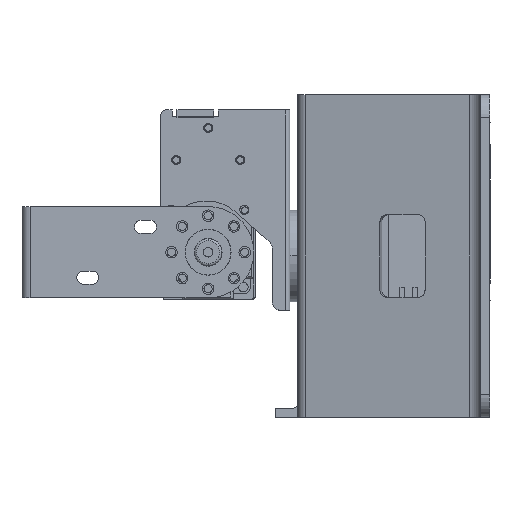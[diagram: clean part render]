
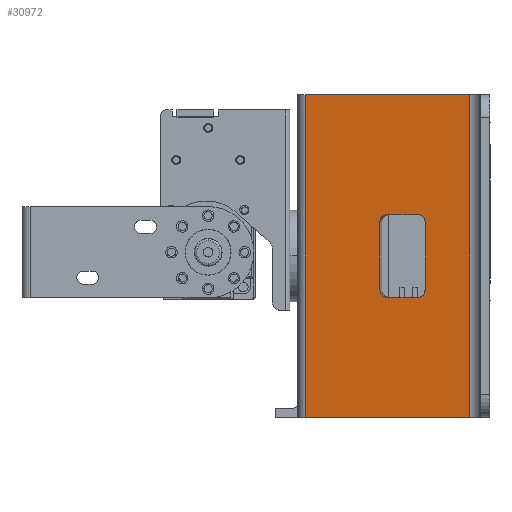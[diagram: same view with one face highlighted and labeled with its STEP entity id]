
A CAD part, left-side view. The second image highlights one B-rep face of the part: STEP entity #30972.
In plain terms, the highlighted planar face has unit normal (-0.985, 0.172, 0).
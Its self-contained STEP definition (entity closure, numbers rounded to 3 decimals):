
#243 = EDGE_CURVE ( 'NONE', #29282, #6032, #3912, .T. ) ;
#894 = CARTESIAN_POINT ( 'NONE',  ( -26.067, -25.79, 17.175 ) ) ;
#913 = EDGE_CURVE ( 'NONE', #35706, #46269, #5774, .T. ) ;
#1238 = CARTESIAN_POINT ( 'NONE',  ( -21.489, 0.345, 18.675 ) ) ;
#1419 = ORIENTED_EDGE ( 'NONE', *, *, #48134, .F. ) ;
#2045 = DIRECTION ( 'NONE',  ( -0.173, -0.985, 0. ) ) ;
#2352 = ORIENTED_EDGE ( 'NONE', *, *, #4599, .F. ) ;
#2366 = DIRECTION ( 'NONE',  ( 0., 0., 1. ) ) ;
#2791 = ORIENTED_EDGE ( 'NONE', *, *, #913, .F. ) ;
#3381 = VECTOR ( 'NONE', #8341, 1000. ) ;
#3428 = VERTEX_POINT ( 'NONE', #9681 ) ;
#3758 = CARTESIAN_POINT ( 'NONE',  ( -21.489, 0.345, 44.925 ) ) ;
#3912 =( BOUNDED_CURVE ( )  B_SPLINE_CURVE ( 3, ( #8397, #27204, #13207, #24681 ),
 .UNSPECIFIED., .F., .F. ) 
 B_SPLINE_CURVE_WITH_KNOTS ( ( 4, 4 ),
 ( 0., 1.571 ),
 .UNSPECIFIED. ) 
 CURVE ( )  GEOMETRIC_REPRESENTATION_ITEM ( )  RATIONAL_B_SPLINE_CURVE ( ( 1., 0.805, 0.805, 1. ) ) 
 REPRESENTATION_ITEM ( '' )  );
#4501 = LINE ( 'NONE', #12104, #38204 ) ;
#4599 = EDGE_CURVE ( 'NONE', #24756, #11726, #10190, .T. ) ;
#5343 = CARTESIAN_POINT ( 'NONE',  ( -24.341, -15.94, 17.175 ) ) ;
#5774 =( BOUNDED_CURVE ( )  B_SPLINE_CURVE ( 3, ( #11914, #15547, #37300, #37065 ),
 .UNSPECIFIED., .F., .F. ) 
 B_SPLINE_CURVE_WITH_KNOTS ( ( 4, 4 ),
 ( 4.712, 6.283 ),
 .UNSPECIFIED. ) 
 CURVE ( )  GEOMETRIC_REPRESENTATION_ITEM ( )  RATIONAL_B_SPLINE_CURVE ( ( 1., 0.805, 0.805, 1. ) ) 
 REPRESENTATION_ITEM ( '' )  );
#6032 = VERTEX_POINT ( 'NONE', #6571 ) ;
#6242 = CARTESIAN_POINT ( 'NONE',  ( -21.489, 0.345, -25.575 ) ) ;
#6378 = LINE ( 'NONE', #21278, #42748 ) ;
#6571 = CARTESIAN_POINT ( 'NONE',  ( -24.6, -17.417, 0.675 ) ) ;
#7203 = ORIENTED_EDGE ( 'NONE', *, *, #17161, .T. ) ;
#7734 = VECTOR ( 'NONE', #42137, 1000. ) ;
#8341 = DIRECTION ( 'NONE',  ( 0.173, 0.985, 0. ) ) ;
#8397 = CARTESIAN_POINT ( 'NONE',  ( -24.341, -15.94, 2.175 ) ) ;
#8544 = EDGE_CURVE ( 'NONE', #46269, #29282, #6378, .T. ) ;
#8629 = EDGE_CURVE ( 'NONE', #43781, #3428, #10761, .T. ) ;
#8674 = CARTESIAN_POINT ( 'NONE',  ( -25.808, -24.312, 0.675 ) ) ;
#8742 = CARTESIAN_POINT ( 'NONE',  ( -25.96, -25.178, 18.675 ) ) ;
#9390 = ORIENTED_EDGE ( 'NONE', *, *, #40029, .F. ) ;
#9470 = DIRECTION ( 'NONE',  ( -0.985, 0.173, 0. ) ) ;
#9516 = ORIENTED_EDGE ( 'NONE', *, *, #243, .F. ) ;
#9681 = CARTESIAN_POINT ( 'NONE',  ( -21.489, 0.345, 44.925 ) ) ;
#9817 = EDGE_CURVE ( 'NONE', #42651, #24756, #12351, .T. ) ;
#10190 =( BOUNDED_CURVE ( )  B_SPLINE_CURVE ( 3, ( #31206, #38530, #8742, #31683 ),
 .UNSPECIFIED., .F., .F. ) 
 B_SPLINE_CURVE_WITH_KNOTS ( ( 4, 4 ),
 ( 3.142, 4.712 ),
 .UNSPECIFIED. ) 
 CURVE ( )  GEOMETRIC_REPRESENTATION_ITEM ( )  RATIONAL_B_SPLINE_CURVE ( ( 1., 0.805, 0.805, 1. ) ) 
 REPRESENTATION_ITEM ( '' )  );
#10761 = LINE ( 'NONE', #33012, #36522 ) ;
#11726 = VERTEX_POINT ( 'NONE', #25734 ) ;
#11898 = AXIS2_PLACEMENT_3D ( 'NONE', #35376, #9470, #2366 ) ;
#11914 = CARTESIAN_POINT ( 'NONE',  ( -24.6, -17.417, 18.675 ) ) ;
#12018 = LINE ( 'NONE', #1238, #3381 ) ;
#12104 = CARTESIAN_POINT ( 'NONE',  ( -21.489, 0.345, -25.575 ) ) ;
#12351 = LINE ( 'NONE', #27249, #7734 ) ;
#12468 = CARTESIAN_POINT ( 'NONE',  ( -24.341, -15.94, 2.175 ) ) ;
#13144 = ORIENTED_EDGE ( 'NONE', *, *, #8544, .F. ) ;
#13207 = CARTESIAN_POINT ( 'NONE',  ( -24.449, -16.552, 0.675 ) ) ;
#13389 = FACE_OUTER_BOUND ( 'NONE', #45457, .T. ) ;
#14291 = DIRECTION ( 'NONE',  ( -0.173, -0.985, 0. ) ) ;
#14920 = DIRECTION ( 'NONE',  ( 0., 0., 1. ) ) ;
#15547 = CARTESIAN_POINT ( 'NONE',  ( -24.449, -16.552, 18.675 ) ) ;
#16627 = LINE ( 'NONE', #39575, #26017 ) ;
#16927 = ORIENTED_EDGE ( 'NONE', *, *, #8629, .F. ) ;
#16997 = EDGE_CURVE ( 'NONE', #11726, #35706, #12018, .T. ) ;
#17139 = CARTESIAN_POINT ( 'NONE',  ( -26.067, -25.79, 2.175 ) ) ;
#17161 = EDGE_CURVE ( 'NONE', #43821, #25418, #16627, .T. ) ;
#18427 = LINE ( 'NONE', #3758, #27400 ) ;
#19738 = EDGE_CURVE ( 'NONE', #3428, #25418, #18427, .T. ) ;
#20422 = CARTESIAN_POINT ( 'NONE',  ( -27.771, -35.517, -25.575 ) ) ;
#20596 = CARTESIAN_POINT ( 'NONE',  ( -27.771, -35.517, 44.925 ) ) ;
#21036 = CARTESIAN_POINT ( 'NONE',  ( -25.96, -25.178, 0.675 ) ) ;
#21278 = CARTESIAN_POINT ( 'NONE',  ( -24.341, -15.94, -133.497 ) ) ;
#23485 = CARTESIAN_POINT ( 'NONE',  ( -25.808, -24.312, 0.675 ) ) ;
#23579 = DIRECTION ( 'NONE',  ( 0., 0., -1. ) ) ;
#23907 = EDGE_LOOP ( 'NONE', ( #47235, #1419, #9516, #13144, #2791, #34682, #2352, #47762 ) ) ;
#24681 = CARTESIAN_POINT ( 'NONE',  ( -24.6, -17.417, 0.675 ) ) ;
#24756 = VERTEX_POINT ( 'NONE', #894 ) ;
#25418 = VERTEX_POINT ( 'NONE', #20596 ) ;
#25734 = CARTESIAN_POINT ( 'NONE',  ( -25.808, -24.312, 18.675 ) ) ;
#26017 = VECTOR ( 'NONE', #46663, 1000. ) ;
#27204 = CARTESIAN_POINT ( 'NONE',  ( -24.341, -15.94, 1.296 ) ) ;
#27230 = DIRECTION ( 'NONE',  ( 0.173, 0.985, 0. ) ) ;
#27249 = CARTESIAN_POINT ( 'NONE',  ( -26.067, -25.79, -133.497 ) ) ;
#27400 = VECTOR ( 'NONE', #14291, 1000. ) ;
#28291 = PLANE ( 'NONE',  #11898 ) ;
#29282 = VERTEX_POINT ( 'NONE', #12468 ) ;
#30359 = CARTESIAN_POINT ( 'NONE',  ( -24.6, -17.417, 18.675 ) ) ;
#30972 = ADVANCED_FACE ( 'NONE', ( #42921, #13389 ), #28291, .T. ) ;
#31206 = CARTESIAN_POINT ( 'NONE',  ( -26.067, -25.79, 17.175 ) ) ;
#31683 = CARTESIAN_POINT ( 'NONE',  ( -25.808, -24.312, 18.675 ) ) ;
#33012 = CARTESIAN_POINT ( 'NONE',  ( -21.489, 0.345, -133.497 ) ) ;
#34140 = CARTESIAN_POINT ( 'NONE',  ( -26.067, -25.79, 2.175 ) ) ;
#34682 = ORIENTED_EDGE ( 'NONE', *, *, #16997, .F. ) ;
#35376 = CARTESIAN_POINT ( 'NONE',  ( -21.489, 0.345, -133.497 ) ) ;
#35529 = CARTESIAN_POINT ( 'NONE',  ( -21.489, 0.345, 0.675 ) ) ;
#35706 = VERTEX_POINT ( 'NONE', #30359 ) ;
#36522 = VECTOR ( 'NONE', #14920, 1000. ) ;
#37065 = CARTESIAN_POINT ( 'NONE',  ( -24.341, -15.94, 17.175 ) ) ;
#37300 = CARTESIAN_POINT ( 'NONE',  ( -24.341, -15.94, 18.054 ) ) ;
#38204 = VECTOR ( 'NONE', #27230, 1000. ) ;
#38530 = CARTESIAN_POINT ( 'NONE',  ( -26.067, -25.79, 18.054 ) ) ;
#39575 = CARTESIAN_POINT ( 'NONE',  ( -27.771, -35.517, -133.497 ) ) ;
#40029 = EDGE_CURVE ( 'NONE', #43821, #43781, #4501, .T. ) ;
#40773 = ORIENTED_EDGE ( 'NONE', *, *, #19738, .F. ) ;
#41840 = EDGE_CURVE ( 'NONE', #42856, #42651, #42013, .T. ) ;
#42013 =( BOUNDED_CURVE ( )  B_SPLINE_CURVE ( 3, ( #8674, #21036, #42132, #17139 ),
 .UNSPECIFIED., .F., .F. ) 
 B_SPLINE_CURVE_WITH_KNOTS ( ( 4, 4 ),
 ( 1.571, 3.142 ),
 .UNSPECIFIED. ) 
 CURVE ( )  GEOMETRIC_REPRESENTATION_ITEM ( )  RATIONAL_B_SPLINE_CURVE ( ( 1., 0.805, 0.805, 1. ) ) 
 REPRESENTATION_ITEM ( '' )  );
#42132 = CARTESIAN_POINT ( 'NONE',  ( -26.067, -25.79, 1.296 ) ) ;
#42137 = DIRECTION ( 'NONE',  ( 0., 0., 1. ) ) ;
#42651 = VERTEX_POINT ( 'NONE', #34140 ) ;
#42748 = VECTOR ( 'NONE', #23579, 1000. ) ;
#42856 = VERTEX_POINT ( 'NONE', #23485 ) ;
#42921 = FACE_BOUND ( 'NONE', #23907, .T. ) ;
#43324 = LINE ( 'NONE', #35529, #45601 ) ;
#43781 = VERTEX_POINT ( 'NONE', #6242 ) ;
#43821 = VERTEX_POINT ( 'NONE', #20422 ) ;
#45457 = EDGE_LOOP ( 'NONE', ( #9390, #7203, #40773, #16927 ) ) ;
#45601 = VECTOR ( 'NONE', #2045, 1000. ) ;
#46269 = VERTEX_POINT ( 'NONE', #5343 ) ;
#46663 = DIRECTION ( 'NONE',  ( 0., 0., 1. ) ) ;
#47235 = ORIENTED_EDGE ( 'NONE', *, *, #41840, .F. ) ;
#47762 = ORIENTED_EDGE ( 'NONE', *, *, #9817, .F. ) ;
#48134 = EDGE_CURVE ( 'NONE', #6032, #42856, #43324, .T. ) ;
